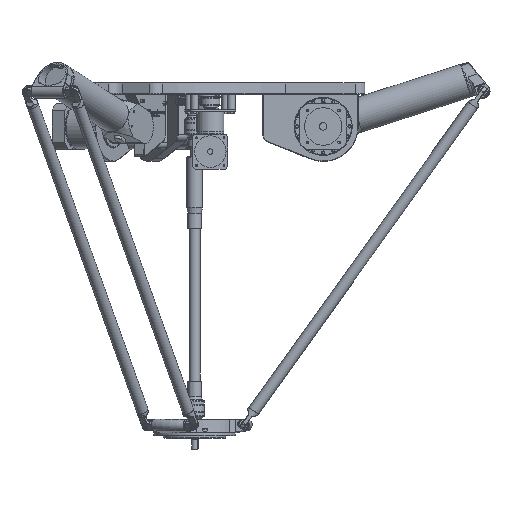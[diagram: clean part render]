
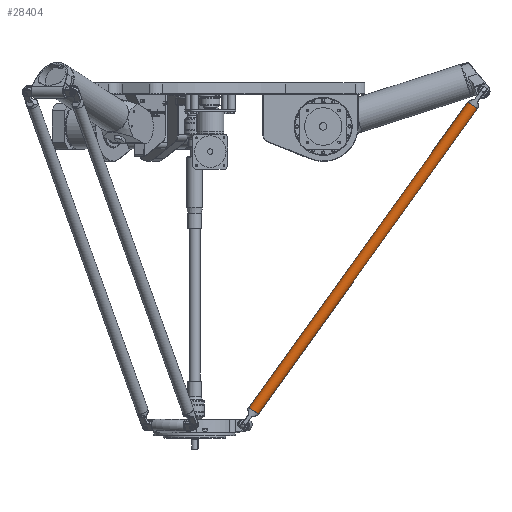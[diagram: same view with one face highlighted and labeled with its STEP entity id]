
A CAD part, front view. The second image highlights one B-rep face of the part: STEP entity #28404.
In plain terms, the highlighted cylindrical face has radius 15 mm (diameter 30 mm), a full revolution.
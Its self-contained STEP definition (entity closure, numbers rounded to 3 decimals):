
#5600=CYLINDRICAL_SURFACE('',#30591,15.);
#6195=FACE_BOUND('',#8982,.T.);
#7044=FACE_OUTER_BOUND('',#8981,.T.);
#8981=EDGE_LOOP('',(#19999));
#8982=EDGE_LOOP('',(#20000));
#11570=CIRCLE('',#30583,15.);
#11574=CIRCLE('',#30590,15.);
#13082=VERTEX_POINT('',#44731);
#13086=VERTEX_POINT('',#44742);
#15880=EDGE_CURVE('',#13082,#13082,#11570,.T.);
#15884=EDGE_CURVE('',#13086,#13086,#11574,.T.);
#19999=ORIENTED_EDGE('',*,*,#15880,.T.);
#20000=ORIENTED_EDGE('',*,*,#15884,.T.);
#28404=ADVANCED_FACE('',(#7044,#6195),#5600,.T.);
#30583=AXIS2_PLACEMENT_3D('',#44732,#34138,#34139);
#30590=AXIS2_PLACEMENT_3D('',#44743,#34152,#34153);
#30591=AXIS2_PLACEMENT_3D('',#44744,#34154,#34155);
#34138=DIRECTION('center_axis',(1.,0.,0.));
#34139=DIRECTION('ref_axis',(0.,0.,1.));
#34152=DIRECTION('center_axis',(-1.,0.,0.));
#34153=DIRECTION('ref_axis',(0.,0.,1.));
#34154=DIRECTION('center_axis',(-1.,0.,0.));
#34155=DIRECTION('ref_axis',(0.,0.,1.));
#44731=CARTESIAN_POINT('',(45.01,0.,15.));
#44732=CARTESIAN_POINT('Origin',(45.01,0.,0.));
#44742=CARTESIAN_POINT('',(1009.99,0.,15.));
#44743=CARTESIAN_POINT('Origin',(1009.99,0.,0.));
#44744=CARTESIAN_POINT('Origin',(45.,0.,0.));
